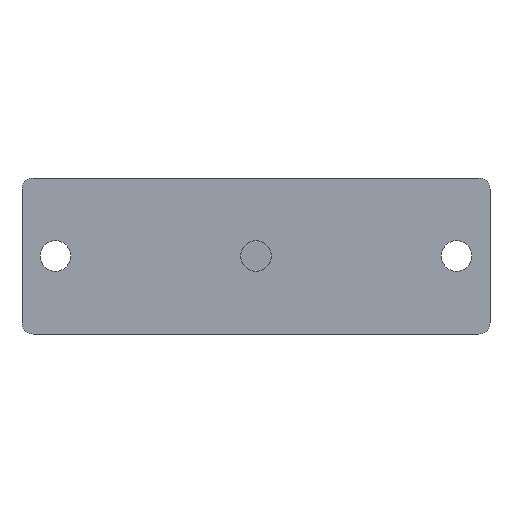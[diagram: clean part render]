
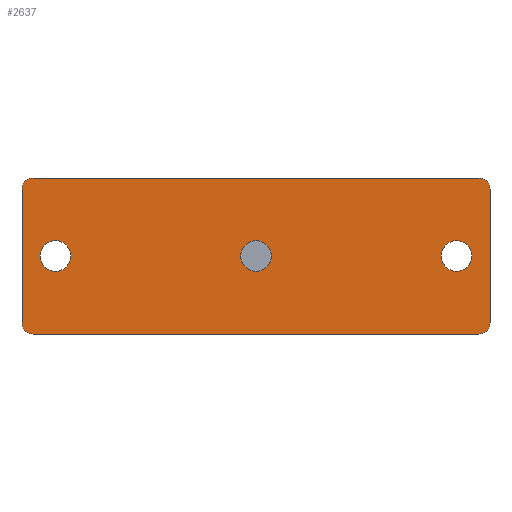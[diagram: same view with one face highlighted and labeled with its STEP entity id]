
A CAD part, front view. The second image highlights one B-rep face of the part: STEP entity #2637.
In plain terms, the highlighted planar face has unit normal (0, -1, 0).
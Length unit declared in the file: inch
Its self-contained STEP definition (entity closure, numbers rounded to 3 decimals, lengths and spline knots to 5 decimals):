
#81 = DIRECTION ( 'NONE',  ( 0., 0., 1. ) ) ;
#149 = LINE ( 'NONE', #1936, #608 ) ;
#179 = DIRECTION ( 'NONE',  ( 0., 0., 1. ) ) ;
#196 = DIRECTION ( 'NONE',  ( 0., 1., 0. ) ) ;
#219 = EDGE_CURVE ( 'NONE', #2431, #933, #1324, .T. ) ;
#227 = EDGE_CURVE ( 'NONE', #2228, #3319, #1240, .T. ) ;
#263 = CARTESIAN_POINT ( 'NONE',  ( -5., 0., 1.75 ) ) ;
#280 = DIRECTION ( 'NONE',  ( 0., 0., 1. ) ) ;
#319 = DIRECTION ( 'NONE',  ( 0., 0., 1. ) ) ;
#355 = DIRECTION ( 'NONE',  ( 0., 0., 1. ) ) ;
#360 = EDGE_CURVE ( 'NONE', #3319, #1435, #421, .T. ) ;
#369 = ORIENTED_EDGE ( 'NONE', *, *, #2987, .F. ) ;
#390 = DIRECTION ( 'NONE',  ( -1., 0., 0. ) ) ;
#421 = CIRCLE ( 'NONE', #2776, 0.25 ) ;
#590 = DIRECTION ( 'NONE',  ( 0., 1., 0. ) ) ;
#606 = EDGE_CURVE ( 'NONE', #1758, #3117, #1161, .T. ) ;
#608 = VECTOR ( 'NONE', #1688, 39.37008 ) ;
#615 = DIRECTION ( 'NONE',  ( 0., 1., 0. ) ) ;
#646 = CIRCLE ( 'NONE', #962, 0.34375 ) ;
#647 = CARTESIAN_POINT ( 'NONE',  ( 5.25, 0., -1.5 ) ) ;
#660 = CIRCLE ( 'NONE', #1710, 0.34375 ) ;
#674 = VERTEX_POINT ( 'NONE', #3055 ) ;
#698 = DIRECTION ( 'NONE',  ( 0., 0., 1. ) ) ;
#771 = VERTEX_POINT ( 'NONE', #3329 ) ;
#786 = VERTEX_POINT ( 'NONE', #3012 ) ;
#801 = DIRECTION ( 'NONE',  ( 0., 1., 0. ) ) ;
#834 = DIRECTION ( 'NONE',  ( 0., 0., 1. ) ) ;
#846 = DIRECTION ( 'NONE',  ( 0., 1., 0. ) ) ;
#848 = VECTOR ( 'NONE', #2536, 39.37008 ) ;
#853 = CARTESIAN_POINT ( 'NONE',  ( 0., 0., 0.34375 ) ) ;
#917 = AXIS2_PLACEMENT_3D ( 'NONE', #2420, #1344, #319 ) ;
#933 = VERTEX_POINT ( 'NONE', #1995 ) ;
#946 = VECTOR ( 'NONE', #2922, 39.37008 ) ;
#953 = ORIENTED_EDGE ( 'NONE', *, *, #606, .T. ) ;
#962 = AXIS2_PLACEMENT_3D ( 'NONE', #2997, #1715, #1723 ) ;
#972 = FACE_BOUND ( 'NONE', #1023, .T. ) ;
#1023 = EDGE_LOOP ( 'NONE', ( #2051, #3131 ) ) ;
#1080 = LINE ( 'NONE', #1944, #2196 ) ;
#1090 = EDGE_CURVE ( 'NONE', #2435, #786, #660, .T. ) ;
#1094 = AXIS2_PLACEMENT_3D ( 'NONE', #1956, #1422, #1693 ) ;
#1161 = CIRCLE ( 'NONE', #2299, 0.34375 ) ;
#1226 = CIRCLE ( 'NONE', #1559, 0.34375 ) ;
#1240 = LINE ( 'NONE', #2916, #946 ) ;
#1297 = VERTEX_POINT ( 'NONE', #853 ) ;
#1324 = CIRCLE ( 'NONE', #917, 0.25 ) ;
#1344 = DIRECTION ( 'NONE',  ( 0., 1., 0. ) ) ;
#1354 = LINE ( 'NONE', #647, #848 ) ;
#1373 = CARTESIAN_POINT ( 'NONE',  ( 4.5, 0., 0. ) ) ;
#1390 = CIRCLE ( 'NONE', #2203, 0.25 ) ;
#1422 = DIRECTION ( 'NONE',  ( 0., 1., 0. ) ) ;
#1435 = VERTEX_POINT ( 'NONE', #1852 ) ;
#1484 = ORIENTED_EDGE ( 'NONE', *, *, #2740, .F. ) ;
#1531 = ORIENTED_EDGE ( 'NONE', *, *, #3031, .T. ) ;
#1559 = AXIS2_PLACEMENT_3D ( 'NONE', #2194, #615, #2992 ) ;
#1599 = FACE_BOUND ( 'NONE', #2726, .T. ) ;
#1603 = EDGE_LOOP ( 'NONE', ( #3038, #2253 ) ) ;
#1688 = DIRECTION ( 'NONE',  ( 0., 0., 1. ) ) ;
#1693 = DIRECTION ( 'NONE',  ( 0., 0., 1. ) ) ;
#1709 = ORIENTED_EDGE ( 'NONE', *, *, #227, .F. ) ;
#1710 = AXIS2_PLACEMENT_3D ( 'NONE', #1373, #590, #834 ) ;
#1711 = EDGE_CURVE ( 'NONE', #674, #2431, #1080, .T. ) ;
#1715 = DIRECTION ( 'NONE',  ( 0., 1., 0. ) ) ;
#1723 = DIRECTION ( 'NONE',  ( 0., 0., 1. ) ) ;
#1758 = VERTEX_POINT ( 'NONE', #2233 ) ;
#1760 = CARTESIAN_POINT ( 'NONE',  ( 5., 0., 1.5 ) ) ;
#1852 = CARTESIAN_POINT ( 'NONE',  ( 5.25, 0., 1.5 ) ) ;
#1936 = CARTESIAN_POINT ( 'NONE',  ( -5.25, 0., -1.5 ) ) ;
#1944 = CARTESIAN_POINT ( 'NONE',  ( -5., 0., -1.75 ) ) ;
#1956 = CARTESIAN_POINT ( 'NONE',  ( 0., 0., 0. ) ) ;
#1995 = CARTESIAN_POINT ( 'NONE',  ( -5.25, 0., -1.5 ) ) ;
#2028 = AXIS2_PLACEMENT_3D ( 'NONE', #2607, #2625, #81 ) ;
#2051 = ORIENTED_EDGE ( 'NONE', *, *, #2718, .T. ) ;
#2093 = CARTESIAN_POINT ( 'NONE',  ( 5., 0., 1.75 ) ) ;
#2115 = EDGE_CURVE ( 'NONE', #3194, #674, #2132, .T. ) ;
#2132 = CIRCLE ( 'NONE', #2787, 0.25 ) ;
#2194 = CARTESIAN_POINT ( 'NONE',  ( 4.5, 0., 0. ) ) ;
#2196 = VECTOR ( 'NONE', #390, 39.37008 ) ;
#2203 = AXIS2_PLACEMENT_3D ( 'NONE', #2461, #2725, #3208 ) ;
#2228 = VERTEX_POINT ( 'NONE', #263 ) ;
#2233 = CARTESIAN_POINT ( 'NONE',  ( -4.5, 0., -0.34375 ) ) ;
#2253 = ORIENTED_EDGE ( 'NONE', *, *, #2263, .T. ) ;
#2263 = EDGE_CURVE ( 'NONE', #1297, #3164, #2736, .T. ) ;
#2299 = AXIS2_PLACEMENT_3D ( 'NONE', #2440, #846, #355 ) ;
#2301 = FACE_BOUND ( 'NONE', #1603, .T. ) ;
#2332 = ORIENTED_EDGE ( 'NONE', *, *, #2700, .F. ) ;
#2346 = PLANE ( 'NONE',  #2028 ) ;
#2379 = CARTESIAN_POINT ( 'NONE',  ( 0., 0., 0. ) ) ;
#2420 = CARTESIAN_POINT ( 'NONE',  ( -5., 0., -1.5 ) ) ;
#2431 = VERTEX_POINT ( 'NONE', #3070 ) ;
#2435 = VERTEX_POINT ( 'NONE', #3093 ) ;
#2440 = CARTESIAN_POINT ( 'NONE',  ( -4.5, 0., 0. ) ) ;
#2461 = CARTESIAN_POINT ( 'NONE',  ( -5., 0., 1.5 ) ) ;
#2536 = DIRECTION ( 'NONE',  ( 0., 0., -1. ) ) ;
#2567 = ORIENTED_EDGE ( 'NONE', *, *, #360, .F. ) ;
#2589 = CIRCLE ( 'NONE', #1094, 0.34375 ) ;
#2607 = CARTESIAN_POINT ( 'NONE',  ( -5., 0., 1.5 ) ) ;
#2622 = CARTESIAN_POINT ( 'NONE',  ( -4.5, 0., 0.34375 ) ) ;
#2625 = DIRECTION ( 'NONE',  ( 0., 1., 0. ) ) ;
#2637 = ADVANCED_FACE ( 'NONE', ( #3233, #1599, #972, #2301 ), #2346, .F. ) ;
#2657 = AXIS2_PLACEMENT_3D ( 'NONE', #2379, #801, #280 ) ;
#2669 = CARTESIAN_POINT ( 'NONE',  ( 5.25, 0., -1.5 ) ) ;
#2692 = ORIENTED_EDGE ( 'NONE', *, *, #1711, .F. ) ;
#2700 = EDGE_CURVE ( 'NONE', #771, #2228, #1390, .T. ) ;
#2718 = EDGE_CURVE ( 'NONE', #786, #2435, #1226, .T. ) ;
#2725 = DIRECTION ( 'NONE',  ( 0., 1., 0. ) ) ;
#2726 = EDGE_LOOP ( 'NONE', ( #953, #1531 ) ) ;
#2736 = CIRCLE ( 'NONE', #2657, 0.34375 ) ;
#2740 = EDGE_CURVE ( 'NONE', #933, #771, #149, .T. ) ;
#2776 = AXIS2_PLACEMENT_3D ( 'NONE', #1760, #196, #179 ) ;
#2787 = AXIS2_PLACEMENT_3D ( 'NONE', #2801, #3072, #698 ) ;
#2801 = CARTESIAN_POINT ( 'NONE',  ( 5., 0., -1.5 ) ) ;
#2863 = CARTESIAN_POINT ( 'NONE',  ( 0., 0., -0.34375 ) ) ;
#2916 = CARTESIAN_POINT ( 'NONE',  ( -5., 0., 1.75 ) ) ;
#2922 = DIRECTION ( 'NONE',  ( 1., 0., 0. ) ) ;
#2941 = ORIENTED_EDGE ( 'NONE', *, *, #219, .F. ) ;
#2987 = EDGE_CURVE ( 'NONE', #1435, #3194, #1354, .T. ) ;
#2992 = DIRECTION ( 'NONE',  ( 0., 0., 1. ) ) ;
#2997 = CARTESIAN_POINT ( 'NONE',  ( -4.5, 0., 0. ) ) ;
#3012 = CARTESIAN_POINT ( 'NONE',  ( 4.5, 0., -0.34375 ) ) ;
#3026 = EDGE_CURVE ( 'NONE', #3164, #1297, #2589, .T. ) ;
#3031 = EDGE_CURVE ( 'NONE', #3117, #1758, #646, .T. ) ;
#3038 = ORIENTED_EDGE ( 'NONE', *, *, #3026, .T. ) ;
#3055 = CARTESIAN_POINT ( 'NONE',  ( 5., 0., -1.75 ) ) ;
#3070 = CARTESIAN_POINT ( 'NONE',  ( -5., 0., -1.75 ) ) ;
#3072 = DIRECTION ( 'NONE',  ( 0., 1., 0. ) ) ;
#3093 = CARTESIAN_POINT ( 'NONE',  ( 4.5, 0., 0.34375 ) ) ;
#3117 = VERTEX_POINT ( 'NONE', #2622 ) ;
#3131 = ORIENTED_EDGE ( 'NONE', *, *, #1090, .T. ) ;
#3164 = VERTEX_POINT ( 'NONE', #2863 ) ;
#3194 = VERTEX_POINT ( 'NONE', #2669 ) ;
#3208 = DIRECTION ( 'NONE',  ( 0., 0., 1. ) ) ;
#3233 = FACE_OUTER_BOUND ( 'NONE', #3395, .T. ) ;
#3257 = ORIENTED_EDGE ( 'NONE', *, *, #2115, .F. ) ;
#3319 = VERTEX_POINT ( 'NONE', #2093 ) ;
#3329 = CARTESIAN_POINT ( 'NONE',  ( -5.25, 0., 1.5 ) ) ;
#3395 = EDGE_LOOP ( 'NONE', ( #2332, #1484, #2941, #2692, #3257, #369, #2567, #1709 ) ) ;
